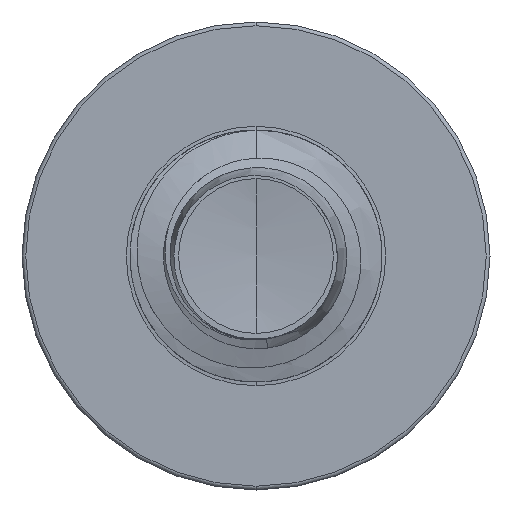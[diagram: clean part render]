
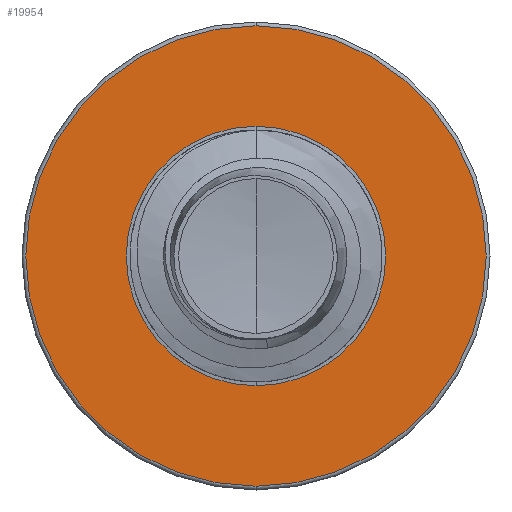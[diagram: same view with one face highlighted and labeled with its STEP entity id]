
A CAD part, front view. The second image highlights one B-rep face of the part: STEP entity #19954.
In plain terms, the highlighted planar face has unit normal (0, -1, 0).
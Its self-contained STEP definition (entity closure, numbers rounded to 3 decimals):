
#396 = EDGE_LOOP ( 'NONE', ( #17554, #14122 ) ) ;
#1041 = AXIS2_PLACEMENT_3D ( 'NONE', #1811, #13429, #3561 ) ;
#1203 = AXIS2_PLACEMENT_3D ( 'NONE', #8779, #18709, #10448 ) ;
#1608 = DIRECTION ( 'NONE',  ( 0., 0., 1. ) ) ;
#1811 = CARTESIAN_POINT ( 'NONE',  ( 0., 5., 0. ) ) ;
#3435 = AXIS2_PLACEMENT_3D ( 'NONE', #20007, #11846, #1608 ) ;
#3503 = AXIS2_PLACEMENT_3D ( 'NONE', #14775, #5332, #16067 ) ;
#3561 = DIRECTION ( 'NONE',  ( 0., 0., 1. ) ) ;
#3874 = DIRECTION ( 'NONE',  ( 0., 1., 0. ) ) ;
#4164 = CARTESIAN_POINT ( 'NONE',  ( 0., 5., -1.279 ) ) ;
#4643 = CIRCLE ( 'NONE', #3435, 1.279 ) ;
#5332 = DIRECTION ( 'NONE',  ( 0., 1., 0. ) ) ;
#6276 = CIRCLE ( 'NONE', #1041, 1.279 ) ;
#6820 = FACE_OUTER_BOUND ( 'NONE', #10434, .T. ) ;
#8228 = CIRCLE ( 'NONE', #3503, 0.721 ) ;
#8779 = CARTESIAN_POINT ( 'NONE',  ( 0., 5., 0. ) ) ;
#9550 = ORIENTED_EDGE ( 'NONE', *, *, #15647, .F. ) ;
#10313 = CIRCLE ( 'NONE', #1203, 0.721 ) ;
#10427 = ORIENTED_EDGE ( 'NONE', *, *, #17151, .F. ) ;
#10434 = EDGE_LOOP ( 'NONE', ( #9550, #10427 ) ) ;
#10448 = DIRECTION ( 'NONE',  ( 0., 0., 1. ) ) ;
#10778 = VERTEX_POINT ( 'NONE', #4164 ) ;
#11152 = VERTEX_POINT ( 'NONE', #17605 ) ;
#11255 = VERTEX_POINT ( 'NONE', #13737 ) ;
#11807 = VERTEX_POINT ( 'NONE', #17891 ) ;
#11846 = DIRECTION ( 'NONE',  ( 0., 1., 0. ) ) ;
#13429 = DIRECTION ( 'NONE',  ( 0., 1., 0. ) ) ;
#13737 = CARTESIAN_POINT ( 'NONE',  ( 0., 5., -0.721 ) ) ;
#14122 = ORIENTED_EDGE ( 'NONE', *, *, #17551, .T. ) ;
#14775 = CARTESIAN_POINT ( 'NONE',  ( 0., 5., 0. ) ) ;
#14918 = AXIS2_PLACEMENT_3D ( 'NONE', #15046, #3874, #17594 ) ;
#15036 = FACE_BOUND ( 'NONE', #396, .T. ) ;
#15046 = CARTESIAN_POINT ( 'NONE',  ( 0., 5., -0.721 ) ) ;
#15647 = EDGE_CURVE ( 'NONE', #11152, #10778, #4643, .T. ) ;
#16067 = DIRECTION ( 'NONE',  ( 0., 0., 1. ) ) ;
#16316 = PLANE ( 'NONE',  #14918 ) ;
#17145 = EDGE_CURVE ( 'NONE', #11807, #11255, #10313, .T. ) ;
#17151 = EDGE_CURVE ( 'NONE', #10778, #11152, #6276, .T. ) ;
#17551 = EDGE_CURVE ( 'NONE', #11255, #11807, #8228, .T. ) ;
#17554 = ORIENTED_EDGE ( 'NONE', *, *, #17145, .T. ) ;
#17594 = DIRECTION ( 'NONE',  ( 0., 0., 1. ) ) ;
#17605 = CARTESIAN_POINT ( 'NONE',  ( 0., 5., 1.279 ) ) ;
#17891 = CARTESIAN_POINT ( 'NONE',  ( 0., 5., 0.721 ) ) ;
#18709 = DIRECTION ( 'NONE',  ( 0., 1., 0. ) ) ;
#19954 = ADVANCED_FACE ( 'NONE', ( #6820, #15036 ), #16316, .F. ) ;
#20007 = CARTESIAN_POINT ( 'NONE',  ( 0., 5., 0. ) ) ;
